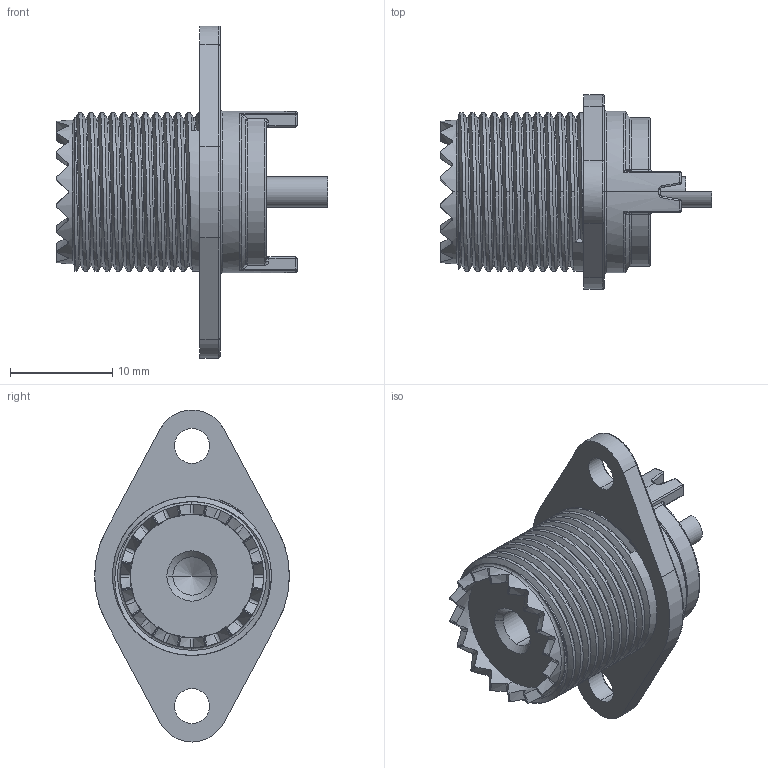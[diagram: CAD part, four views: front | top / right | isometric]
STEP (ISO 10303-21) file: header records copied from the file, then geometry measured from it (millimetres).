
FILE_DESCRIPTION (( 'STEP AP203' ), '1' );
FILE_NAME ('P471.STEP', '2020-04-16T02:03:05', ( 'edpusr' ), ( 'Microsoft' ), 'SwSTEP 2.0', 'SolidWorks 2015', '' );
FILE_SCHEMA (( 'CONFIG_CONTROL_DESIGN' ));
Length unit declared in the file: millimetre
Products named in the file (1): P471
Bounding box: 26.5 x 19 x 32.4 mm (x, y, z)
Volume: 3750.6 mm3; surface area: 2408.5 mm2
Topology: 1 solids, 1 shells, 325 faces, 849 edges, 499 vertices
Faces by surface type: bspline 184, cylinder 86, plane 47, cone 8
Entity records: 17000 total; most frequent: CARTESIAN_POINT 10569, ORIENTED_EDGE 1634, DIRECTION 939, EDGE_CURVE 817, VERTEX_POINT 499, AXIS2_PLACEMENT_3D 379, EDGE_LOOP 334, FACE_OUTER_BOUND 325
